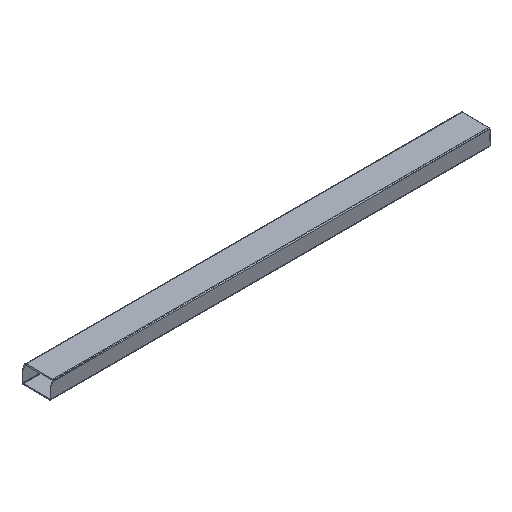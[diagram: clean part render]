
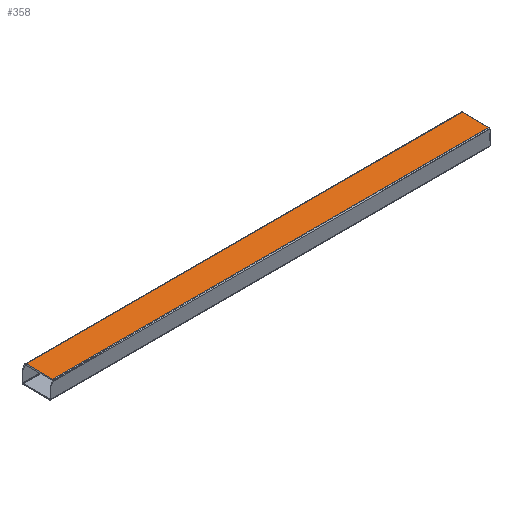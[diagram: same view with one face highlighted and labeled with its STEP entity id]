
A CAD part, isometric view. The second image highlights one B-rep face of the part: STEP entity #358.
In plain terms, the highlighted planar face has unit normal (0, 0, 1).
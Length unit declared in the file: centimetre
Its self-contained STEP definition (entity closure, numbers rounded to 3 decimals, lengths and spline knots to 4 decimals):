
#39=FACE_OUTER_BOUND('',#58,.T.);
#58=EDGE_LOOP('',(#300,#301,#302,#303));
#96=LINE('',#556,#133);
#100=LINE('',#574,#137);
#106=LINE('',#591,#143);
#107=LINE('',#593,#144);
#133=VECTOR('',#444,6.5);
#137=VECTOR('',#462,6.5);
#143=VECTOR('',#478,105.563);
#144=VECTOR('',#481,105.563);
#170=VERTEX_POINT('',#553);
#171=VERTEX_POINT('',#555);
#176=VERTEX_POINT('',#570);
#178=VERTEX_POINT('',#573);
#209=EDGE_CURVE('',#171,#170,#96,.T.);
#218=EDGE_CURVE('',#176,#178,#100,.T.);
#228=EDGE_CURVE('',#176,#171,#106,.T.);
#229=EDGE_CURVE('',#170,#178,#107,.T.);
#300=ORIENTED_EDGE('',*,*,#218,.F.);
#301=ORIENTED_EDGE('',*,*,#228,.T.);
#302=ORIENTED_EDGE('',*,*,#209,.T.);
#303=ORIENTED_EDGE('',*,*,#229,.T.);
#344=PLANE('',#392);
#358=ADVANCED_FACE('',(#39),#344,.T.);
#392=AXIS2_PLACEMENT_3D('',#592,#479,#480);
#444=DIRECTION('',(0.,-1.,0.));
#462=DIRECTION('',(0.,-1.,0.));
#478=DIRECTION('',(-1.,0.,0.));
#479=DIRECTION('center_axis',(0.,0.,1.));
#480=DIRECTION('ref_axis',(0.,1.,0.));
#481=DIRECTION('',(1.,0.,0.));
#553=CARTESIAN_POINT('',(40.587,-3.25,29.));
#555=CARTESIAN_POINT('',(40.587,3.25,29.));
#556=CARTESIAN_POINT('',(40.587,3.25,29.));
#570=CARTESIAN_POINT('',(146.15,3.25,29.));
#573=CARTESIAN_POINT('',(146.15,-3.25,29.));
#574=CARTESIAN_POINT('',(146.15,3.25,29.));
#591=CARTESIAN_POINT('',(146.15,3.25,29.));
#592=CARTESIAN_POINT('Origin',(146.15,-3.25,29.));
#593=CARTESIAN_POINT('',(40.587,-3.25,29.));
